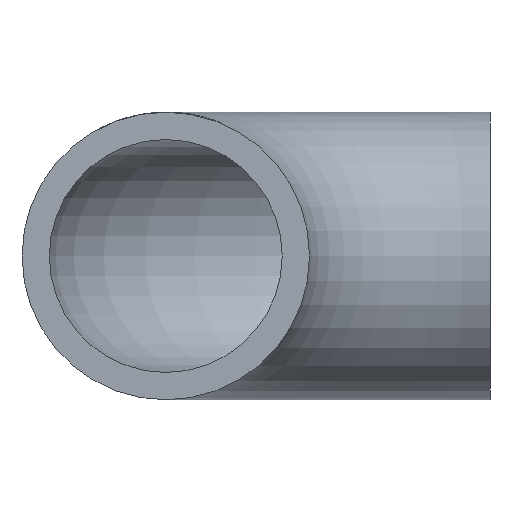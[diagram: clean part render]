
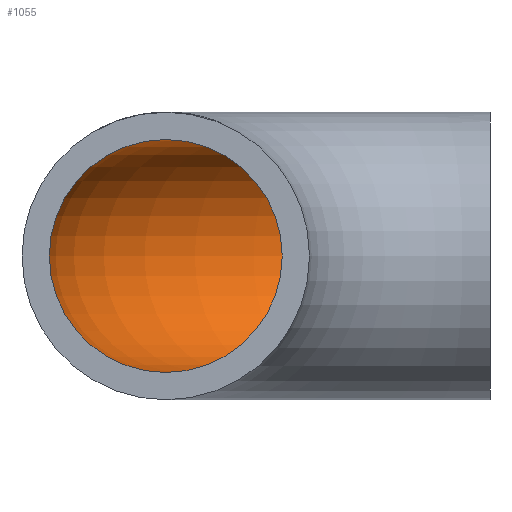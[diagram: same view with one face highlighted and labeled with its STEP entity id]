
A CAD part, front view. The second image highlights one B-rep face of the part: STEP entity #1055.
In plain terms, the highlighted toroidal (fillet/blend) face has major radius 38 mm and minor radius 13.65 mm.
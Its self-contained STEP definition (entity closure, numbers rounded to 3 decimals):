
#275 = DIRECTION ( 'NONE',  ( 0., 1., 0. ) ) ;
#1055 = ADVANCED_FACE ( 'NONE', ( #2647, #6806 ), #3253, .F. ) ;
#1509 = DIRECTION ( 'NONE',  ( 0., 0., -1. ) ) ;
#1562 = CARTESIAN_POINT ( 'NONE',  ( -38., 0., 13.65 ) ) ;
#2302 = AXIS2_PLACEMENT_3D ( 'NONE', #9386, #3053, #4663 ) ;
#2326 = AXIS2_PLACEMENT_3D ( 'NONE', #4464, #1509, #10084 ) ;
#2332 = EDGE_LOOP ( 'NONE', ( #8933 ) ) ;
#2562 = EDGE_CURVE ( 'NONE', #5376, #5376, #3678, .T. ) ;
#2626 = CARTESIAN_POINT ( 'NONE',  ( 0., 38., 0. ) ) ;
#2647 = FACE_OUTER_BOUND ( 'NONE', #2332, .T. ) ;
#3053 = DIRECTION ( 'NONE',  ( 0., 1., 0. ) ) ;
#3253 = TOROIDAL_SURFACE ( 'NONE', #2326, 38., 13.65 ) ;
#3296 = ORIENTED_EDGE ( 'NONE', *, *, #2562, .F. ) ;
#3678 = CIRCLE ( 'NONE', #2302, 13.65 ) ;
#4084 = EDGE_CURVE ( 'NONE', #4170, #4170, #6578, .T. ) ;
#4170 = VERTEX_POINT ( 'NONE', #7850 ) ;
#4464 = CARTESIAN_POINT ( 'NONE',  ( 0., 0., 0. ) ) ;
#4663 = DIRECTION ( 'NONE',  ( 0., 0., 1. ) ) ;
#5376 = VERTEX_POINT ( 'NONE', #1562 ) ;
#6201 = AXIS2_PLACEMENT_3D ( 'NONE', #2626, #9663, #275 ) ;
#6578 = CIRCLE ( 'NONE', #6201, 13.65 ) ;
#6806 = FACE_OUTER_BOUND ( 'NONE', #8297, .T. ) ;
#7850 = CARTESIAN_POINT ( 'NONE',  ( 0., 51.65, 0. ) ) ;
#8297 = EDGE_LOOP ( 'NONE', ( #3296 ) ) ;
#8933 = ORIENTED_EDGE ( 'NONE', *, *, #4084, .T. ) ;
#9386 = CARTESIAN_POINT ( 'NONE',  ( -38., 0., 0. ) ) ;
#9663 = DIRECTION ( 'NONE',  ( 1., 0., 0. ) ) ;
#10084 = DIRECTION ( 'NONE',  ( -1., 0., 0. ) ) ;
